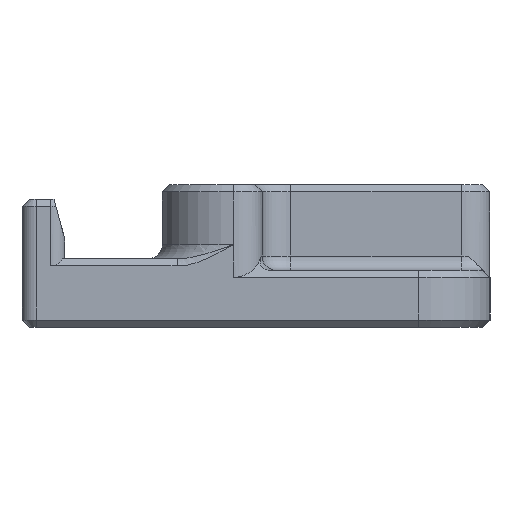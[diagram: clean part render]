
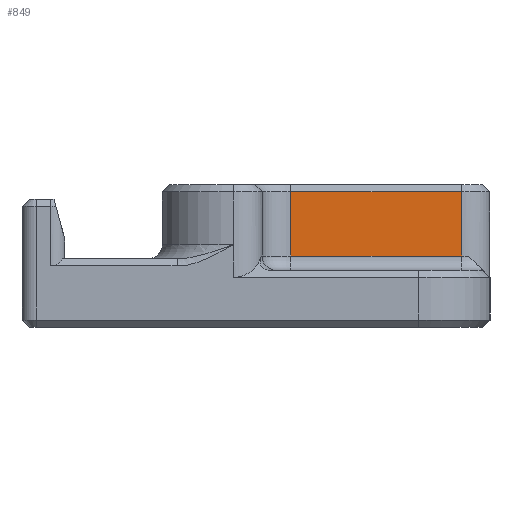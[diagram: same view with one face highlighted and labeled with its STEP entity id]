
A CAD part, left-side view. The second image highlights one B-rep face of the part: STEP entity #849.
In plain terms, the highlighted planar face has unit normal (-1, 0, 0).
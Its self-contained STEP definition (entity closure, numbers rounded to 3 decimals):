
#174 = CARTESIAN_POINT ( 'NONE',  ( 6., 4., 9.5 ) ) ;
#302 = EDGE_CURVE ( 'NONE', #1323, #4410, #1486, .T. ) ;
#319 = DIRECTION ( 'NONE',  ( 0., 1., 0. ) ) ;
#622 = ORIENTED_EDGE ( 'NONE', *, *, #3024, .T. ) ;
#830 = CARTESIAN_POINT ( 'NONE',  ( 6., -8., 10. ) ) ;
#849 = ADVANCED_FACE ( 'NONE', ( #5513 ), #2086, .T. ) ;
#1291 = DIRECTION ( 'NONE',  ( 0., 0., 1. ) ) ;
#1323 = VERTEX_POINT ( 'NONE', #5371 ) ;
#1404 = EDGE_CURVE ( 'NONE', #4410, #3905, #3784, .T. ) ;
#1428 = EDGE_CURVE ( 'NONE', #4324, #1323, #2189, .T. ) ;
#1442 = VECTOR ( 'NONE', #5473, 1000. ) ;
#1486 = LINE ( 'NONE', #3208, #2908 ) ;
#1882 = CARTESIAN_POINT ( 'NONE',  ( 6., -8., 9.5 ) ) ;
#2072 = ORIENTED_EDGE ( 'NONE', *, *, #1404, .T. ) ;
#2086 = PLANE ( 'NONE',  #4805 ) ;
#2112 = CARTESIAN_POINT ( 'NONE',  ( 6., 0., 10. ) ) ;
#2189 = LINE ( 'NONE', #3337, #4542 ) ;
#2332 = DIRECTION ( 'NONE',  ( 0., -1., 0. ) ) ;
#2462 = LINE ( 'NONE', #4551, #3266 ) ;
#2598 = ORIENTED_EDGE ( 'NONE', *, *, #1428, .T. ) ;
#2908 = VECTOR ( 'NONE', #2332, 1000. ) ;
#3024 = EDGE_CURVE ( 'NONE', #3905, #4324, #2462, .T. ) ;
#3208 = CARTESIAN_POINT ( 'NONE',  ( 6., -8., 5. ) ) ;
#3266 = VECTOR ( 'NONE', #319, 1000. ) ;
#3337 = CARTESIAN_POINT ( 'NONE',  ( 6., 4., 10. ) ) ;
#3784 = LINE ( 'NONE', #830, #1442 ) ;
#3905 = VERTEX_POINT ( 'NONE', #1882 ) ;
#3908 = CARTESIAN_POINT ( 'NONE',  ( 6., -8., 5. ) ) ;
#4324 = VERTEX_POINT ( 'NONE', #174 ) ;
#4410 = VERTEX_POINT ( 'NONE', #3908 ) ;
#4488 = ORIENTED_EDGE ( 'NONE', *, *, #302, .T. ) ;
#4542 = VECTOR ( 'NONE', #4665, 1000. ) ;
#4551 = CARTESIAN_POINT ( 'NONE',  ( 6., 0., 9.5 ) ) ;
#4599 = DIRECTION ( 'NONE',  ( -1., 0., 0. ) ) ;
#4665 = DIRECTION ( 'NONE',  ( 0., 0., -1. ) ) ;
#4805 = AXIS2_PLACEMENT_3D ( 'NONE', #2112, #4599, #1291 ) ;
#4859 = EDGE_LOOP ( 'NONE', ( #2598, #4488, #2072, #622 ) ) ;
#5371 = CARTESIAN_POINT ( 'NONE',  ( 6., 4., 5. ) ) ;
#5473 = DIRECTION ( 'NONE',  ( 0., 0., 1. ) ) ;
#5513 = FACE_OUTER_BOUND ( 'NONE', #4859, .T. ) ;
